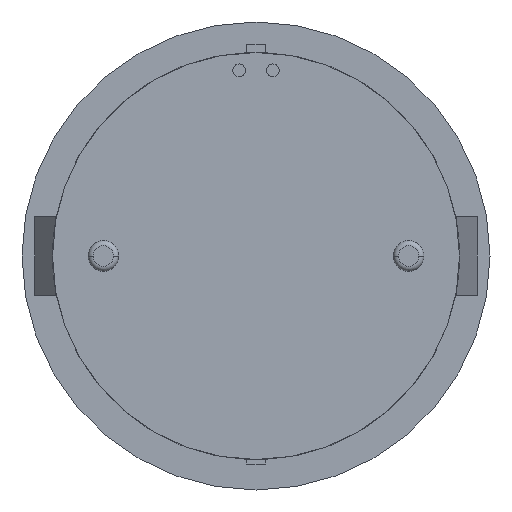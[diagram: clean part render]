
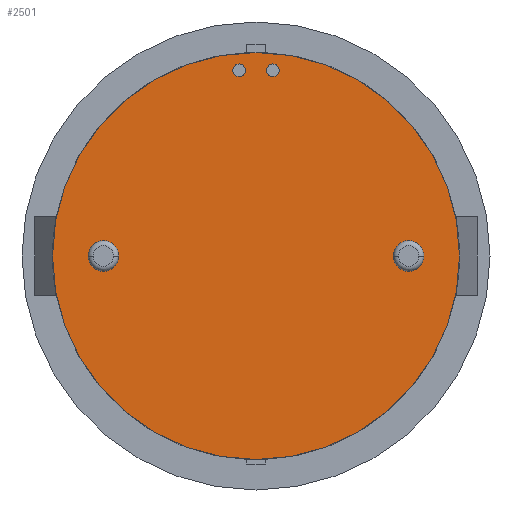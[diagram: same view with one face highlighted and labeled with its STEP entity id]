
A CAD part, front view. The second image highlights one B-rep face of the part: STEP entity #2501.
In plain terms, the highlighted planar face has unit normal (0, -1, 0).
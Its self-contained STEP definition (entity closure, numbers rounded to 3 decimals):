
#1=CARTESIAN_POINT('',(0.,0.,0.));
#2=DIRECTION('',(0.,1.,0.));
#3=DIRECTION('',(1.,0.,0.));
#4=AXIS2_PLACEMENT_3D('',#1,#2,#3);
#6=CARTESIAN_POINT('',(0.,0.,0.));
#7=DIRECTION('',(0.,1.,0.));
#8=DIRECTION('',(-1.,0.,0.));
#9=AXIS2_PLACEMENT_3D('',#6,#7,#8);
#11=CARTESIAN_POINT('',(-15.,0.,0.));
#12=DIRECTION('',(0.,-1.,0.));
#13=DIRECTION('',(-1.,0.,0.));
#14=AXIS2_PLACEMENT_3D('',#11,#12,#13);
#16=CARTESIAN_POINT('',(-15.,0.,0.));
#17=DIRECTION('',(0.,-1.,0.));
#18=DIRECTION('',(1.,0.,0.));
#19=AXIS2_PLACEMENT_3D('',#16,#17,#18);
#21=CARTESIAN_POINT('',(15.,0.,0.));
#22=DIRECTION('',(0.,-1.,0.));
#23=DIRECTION('',(-1.,0.,0.));
#24=AXIS2_PLACEMENT_3D('',#21,#22,#23);
#26=CARTESIAN_POINT('',(15.,0.,0.));
#27=DIRECTION('',(0.,-1.,0.));
#28=DIRECTION('',(1.,0.,0.));
#29=AXIS2_PLACEMENT_3D('',#26,#27,#28);
#31=CARTESIAN_POINT('',(1.66,0.,18.255));
#32=DIRECTION('',(0.,-1.,0.));
#33=DIRECTION('',(0.,0.,-1.));
#34=AXIS2_PLACEMENT_3D('',#31,#32,#33);
#36=CARTESIAN_POINT('',(1.66,0.,18.255));
#37=DIRECTION('',(0.,-1.,0.));
#38=DIRECTION('',(0.,0.,1.));
#39=AXIS2_PLACEMENT_3D('',#36,#37,#38);
#41=CARTESIAN_POINT('',(-1.66,0.,18.255));
#42=DIRECTION('',(0.,-1.,0.));
#43=DIRECTION('',(0.,0.,-1.));
#44=AXIS2_PLACEMENT_3D('',#41,#42,#43);
#46=CARTESIAN_POINT('',(-1.66,0.,18.255));
#47=DIRECTION('',(0.,-1.,0.));
#48=DIRECTION('',(0.,0.,1.));
#49=AXIS2_PLACEMENT_3D('',#46,#47,#48);
#2117=CARTESIAN_POINT('',(20.,0.,0.));
#2118=CARTESIAN_POINT('',(-20.,0.,0.));
#2119=VERTEX_POINT('',#2117);
#2120=VERTEX_POINT('',#2118);
#2426=CARTESIAN_POINT('',(-16.5,0.,0.));
#2427=CARTESIAN_POINT('',(-13.5,0.,0.));
#2428=VERTEX_POINT('',#2426);
#2429=VERTEX_POINT('',#2427);
#2430=CARTESIAN_POINT('',(13.5,0.,0.));
#2431=CARTESIAN_POINT('',(16.5,0.,0.));
#2432=VERTEX_POINT('',#2430);
#2433=VERTEX_POINT('',#2431);
#2458=CARTESIAN_POINT('',(1.66,0.,17.629));
#2459=CARTESIAN_POINT('',(1.66,0.,18.881));
#2460=VERTEX_POINT('',#2458);
#2461=VERTEX_POINT('',#2459);
#2462=CARTESIAN_POINT('',(-1.66,0.,17.629));
#2463=CARTESIAN_POINT('',(-1.66,0.,18.881));
#2464=VERTEX_POINT('',#2462);
#2465=VERTEX_POINT('',#2463);
#2466=CARTESIAN_POINT('',(0.,0.,0.));
#2467=DIRECTION('',(0.,1.,0.));
#2468=DIRECTION('',(1.,0.,0.));
#2469=AXIS2_PLACEMENT_3D('',#2466,#2467,#2468);
#2470=PLANE('',#2469);
#2472=ORIENTED_EDGE('',*,*,#2471,.T.);
#2474=ORIENTED_EDGE('',*,*,#2473,.T.);
#2475=EDGE_LOOP('',(#2472,#2474));
#2476=FACE_OUTER_BOUND('',#2475,.F.);
#2478=ORIENTED_EDGE('',*,*,#2477,.T.);
#2480=ORIENTED_EDGE('',*,*,#2479,.T.);
#2481=EDGE_LOOP('',(#2478,#2480));
#2482=FACE_BOUND('',#2481,.F.);
#2484=ORIENTED_EDGE('',*,*,#2483,.T.);
#2486=ORIENTED_EDGE('',*,*,#2485,.T.);
#2487=EDGE_LOOP('',(#2484,#2486));
#2488=FACE_BOUND('',#2487,.F.);
#2490=ORIENTED_EDGE('',*,*,#2489,.T.);
#2492=ORIENTED_EDGE('',*,*,#2491,.T.);
#2493=EDGE_LOOP('',(#2490,#2492));
#2494=FACE_BOUND('',#2493,.F.);
#2496=ORIENTED_EDGE('',*,*,#2495,.T.);
#2498=ORIENTED_EDGE('',*,*,#2497,.T.);
#2499=EDGE_LOOP('',(#2496,#2498));
#2500=FACE_BOUND('',#2499,.F.);
#2501=ADVANCED_FACE('',(#2476,#2482,#2488,#2494,#2500),#2470,.F.);
#5=CIRCLE('',#4,20.);
#10=CIRCLE('',#9,20.);
#15=CIRCLE('',#14,1.5);
#20=CIRCLE('',#19,1.5);
#25=CIRCLE('',#24,1.5);
#30=CIRCLE('',#29,1.5);
#35=CIRCLE('',#34,0.626);
#40=CIRCLE('',#39,0.626);
#45=CIRCLE('',#44,0.626);
#50=CIRCLE('',#49,0.626);
#2471=EDGE_CURVE('',#2119,#2120,#5,.T.);
#2473=EDGE_CURVE('',#2120,#2119,#10,.T.);
#2477=EDGE_CURVE('',#2428,#2429,#15,.T.);
#2479=EDGE_CURVE('',#2429,#2428,#20,.T.);
#2483=EDGE_CURVE('',#2432,#2433,#25,.T.);
#2485=EDGE_CURVE('',#2433,#2432,#30,.T.);
#2489=EDGE_CURVE('',#2460,#2461,#35,.T.);
#2491=EDGE_CURVE('',#2461,#2460,#40,.T.);
#2495=EDGE_CURVE('',#2464,#2465,#45,.T.);
#2497=EDGE_CURVE('',#2465,#2464,#50,.T.);
